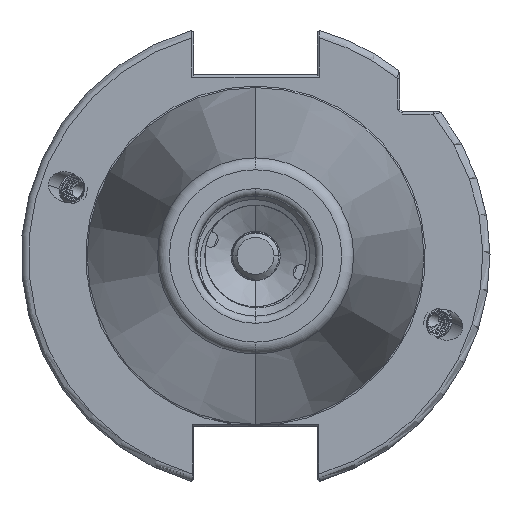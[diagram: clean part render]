
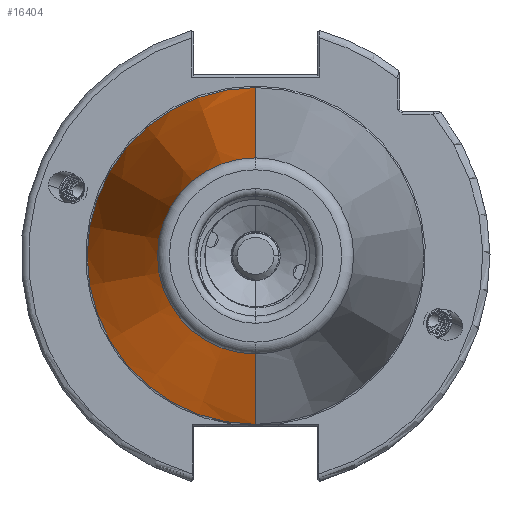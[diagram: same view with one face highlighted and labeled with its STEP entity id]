
A CAD part, left-side view. The second image highlights one B-rep face of the part: STEP entity #16404.
In plain terms, the highlighted conical face has half-angle 8.297 degrees and reference radius 35.392 mm.
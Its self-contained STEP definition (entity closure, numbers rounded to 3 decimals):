
#10597 = DIRECTION ( 'NONE',  ( 1., 0., 0. ) ) ;
#10615 = DIRECTION ( 'NONE',  ( 0., 0., -1. ) ) ;
#10656 = CARTESIAN_POINT ( 'NONE',  ( 0., 0., 0. ) ) ;
#12695 = CARTESIAN_POINT ( 'NONE',  ( -102.811, 0., 20.399 ) ) ;
#12711 = CARTESIAN_POINT ( 'NONE',  ( -102.811, 0., -20.399 ) ) ;
#12790 = CARTESIAN_POINT ( 'NONE',  ( -2.5, 0., -35.027 ) ) ;
#12811 = CARTESIAN_POINT ( 'NONE',  ( -2.5, 0., 35.027 ) ) ;
#12835 = CARTESIAN_POINT ( 'NONE',  ( -2.5, 35.027, 0. ) ) ;
#15400 = VERTEX_POINT ( 'NONE', #12695 ) ;
#15420 = VERTEX_POINT ( 'NONE', #12711 ) ;
#15484 = VERTEX_POINT ( 'NONE', #12835 ) ;
#15486 = VERTEX_POINT ( 'NONE', #12811 ) ;
#15505 = VERTEX_POINT ( 'NONE', #12790 ) ;
#16404 = ADVANCED_FACE ( 'NONE', ( #38532 ), #38487, .T. ) ;
#16694 = EDGE_CURVE ( 'NONE', #15505, #15484, #23093, .T. ) ;
#16726 = EDGE_CURVE ( 'NONE', #15420, #15400, #23286, .T. ) ;
#16736 = EDGE_CURVE ( 'NONE', #15484, #15486, #23249, .T. ) ;
#16752 = EDGE_CURVE ( 'NONE', #15400, #15486, #23288, .T. ) ;
#16787 = EDGE_CURVE ( 'NONE', #15420, #15505, #23403, .T. ) ;
#20686 = CARTESIAN_POINT ( 'NONE',  ( -102.811, 0., 0. ) ) ;
#20696 = DIRECTION ( 'NONE',  ( 1., 0., 0. ) ) ;
#20716 = DIRECTION ( 'NONE',  ( 0., 0., 1. ) ) ;
#21050 = DIRECTION ( 'NONE',  ( 1., 0., 0. ) ) ;
#21063 = DIRECTION ( 'NONE',  ( 0., 1., 0. ) ) ;
#21077 = CARTESIAN_POINT ( 'NONE',  ( -2.5, 0., 0. ) ) ;
#21172 = DIRECTION ( 'NONE',  ( 0.99, 0., 0.144 ) ) ;
#21185 = CARTESIAN_POINT ( 'NONE',  ( 0., 0., 35.392 ) ) ;
#21523 = CARTESIAN_POINT ( 'NONE',  ( 0., 0., -35.392 ) ) ;
#21556 = DIRECTION ( 'NONE',  ( 0.99, 0., -0.144 ) ) ;
#23093 = CIRCLE ( 'NONE', #35190, 35.027 ) ;
#23249 = CIRCLE ( 'NONE', #35278, 35.027 ) ;
#23270 = VECTOR ( 'NONE', #21172, 1000. ) ;
#23286 = CIRCLE ( 'NONE', #35253, 20.399 ) ;
#23288 = LINE ( 'NONE', #21185, #23270 ) ;
#23330 = VECTOR ( 'NONE', #21556, 1000. ) ;
#23403 = LINE ( 'NONE', #21523, #23330 ) ;
#30794 = ORIENTED_EDGE ( 'NONE', *, *, #16752, .T. ) ;
#30810 = ORIENTED_EDGE ( 'NONE', *, *, #16726, .T. ) ;
#30845 = ORIENTED_EDGE ( 'NONE', *, *, #16736, .F. ) ;
#30861 = ORIENTED_EDGE ( 'NONE', *, *, #16694, .F. ) ;
#30890 = ORIENTED_EDGE ( 'NONE', *, *, #16787, .F. ) ;
#32499 = DIRECTION ( 'NONE',  ( 0., 1., 0. ) ) ;
#32528 = CARTESIAN_POINT ( 'NONE',  ( -2.5, 0., 0. ) ) ;
#32531 = DIRECTION ( 'NONE',  ( 1., 0., 0. ) ) ;
#34715 = AXIS2_PLACEMENT_3D ( 'NONE', #10656, #10597, #10615 ) ;
#35190 = AXIS2_PLACEMENT_3D ( 'NONE', #32528, #32531, #32499 ) ;
#35253 = AXIS2_PLACEMENT_3D ( 'NONE', #20686, #20696, #20716 ) ;
#35278 = AXIS2_PLACEMENT_3D ( 'NONE', #21077, #21050, #21063 ) ;
#37337 = EDGE_LOOP ( 'NONE', ( #30810, #30794, #30845, #30861, #30890 ) ) ;
#38487 = CONICAL_SURFACE ( 'NONE', #34715, 35.392, 0.145 ) ;
#38532 = FACE_OUTER_BOUND ( 'NONE', #37337, .T. ) ;
